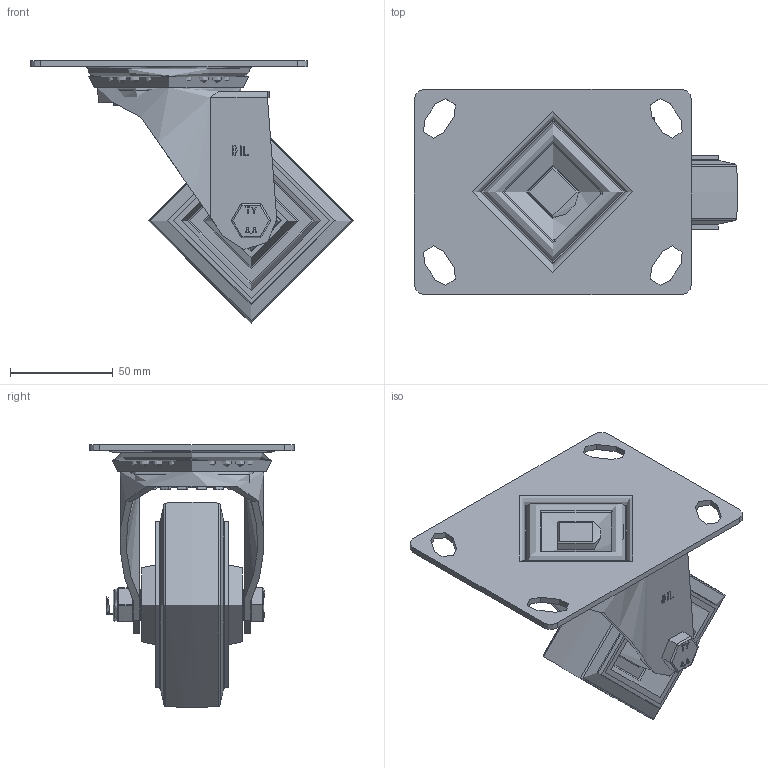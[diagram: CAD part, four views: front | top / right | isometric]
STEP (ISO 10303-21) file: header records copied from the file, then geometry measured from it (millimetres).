
FILE_DESCRIPTION(/* description */ (''),/* implementation_level */ '2;1');
FILE_NAME(/* name */ 'BZEH100SRNBLP.step',/* time_stamp */ '2025-05-02T11:42:24+01:00',/* author */ (''),/* organization */ (''),/* preprocessor_version */ 'ST-DEVELOPER v20.1',/* originating_system */ 'Autodesk Translation Framework v14.4.0.0',/* authorisation */ '');
FILE_SCHEMA (('AUTOMOTIVE_DESIGN { 1 0 10303 214 3 1 1 }'));
Length unit declared in the file: millimetre
Products named in the file (23): BZEH100SRNBLP; BZEH100ASLP v1; ZINC PLATED, PRESSED STEEL TOP PLATE; ZINC PLATED, PRESSED STEEL TOP PLATE Geometry; Pattern; Component2; ZINC PLATED, PRESSED STEEL FORKS; BEARING SEAL; BZH100WSRNRB15 v1; 65 SHORE A ELASTIC RUBBER TYRE; NYLON RIM; ROLLER BEARING; CAGE; RIBS; Component4; TUBEM15X50 v1; ZINC PLATED AXLE TUBE; HEXBOLTM10X70Z8.8 v2; GRADE 8.8 THREADED ZINC PLATED BOLT; NYLOCM10Z v1; NYLOC NUT; RUBBER; NUT
Assembly tree (48 placements, depth 5):
  BZEH100SRNBLP
    BZEH100ASLP v1
      ZINC PLATED, PRESSED STEEL TOP PLATE
        ZINC PLATED, PRESSED STEEL TOP PLATE Geometry
        Pattern
          Component2  x20
      ZINC PLATED, PRESSED STEEL FORKS
      BEARING SEAL
    BZH100WSRNRB15 v1
      65 SHORE A ELASTIC RUBBER TYRE
      NYLON RIM
      ROLLER BEARING
        CAGE
        RIBS
          Component4  x8
    TUBEM15X50 v1
      ZINC PLATED AXLE TUBE
    HEXBOLTM10X70Z8.8 v2
      GRADE 8.8 THREADED ZINC PLATED BOLT
    NYLOCM10Z v1
      NYLOC NUT
        RUBBER
        NUT
Bounding box: 157.5 x 100 x 127.95 mm (x, y, z)
Volume: 317458.6 mm3; surface area: 141186 mm2
Topology: 38 solids, 38 shells, 584 faces, 1446 edges, 912 vertices
Faces by surface type: plane 305, cylinder 137, bspline 53, torus 43, sphere 32, cone 14
Full cylindrical faces by diameter (mm): 4 x8, 8.141 x18, 9.85 x19, 10 x3, 10.2 x2, 10.5 x1, 12 x2, 15 x2, 16 x2, 21 x1, 22.75 x1, 23 x1, 25 x2, 30 x2, 54 x1, 64 x1, 70 x1, 76 x2, 81 x2
Entity records: 25102 total; most frequent: CARTESIAN_POINT 11483, ORIENTED_EDGE 2732, DIRECTION 2687, EDGE_CURVE 1366, AXIS2_PLACEMENT_3D 991, VERTEX_POINT 860, LINE 705, VECTOR 705
